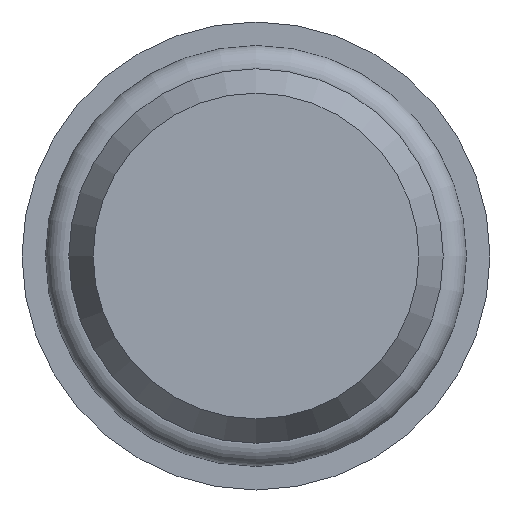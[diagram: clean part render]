
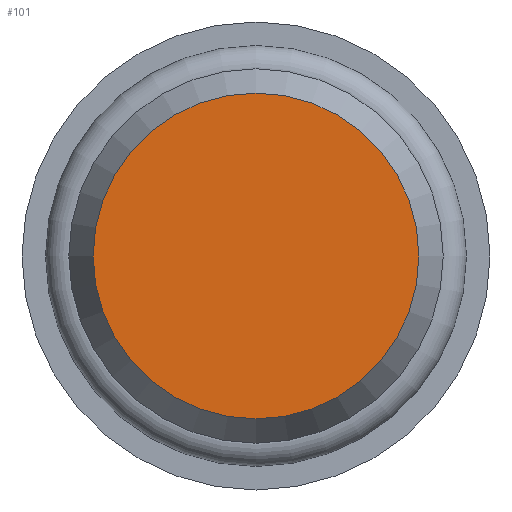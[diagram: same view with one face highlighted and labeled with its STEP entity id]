
A CAD part, front view. The second image highlights one B-rep face of the part: STEP entity #101.
In plain terms, the highlighted planar face has unit normal (0, -1, 0).
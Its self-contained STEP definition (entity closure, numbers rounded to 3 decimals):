
#101 = ADVANCED_FACE( 'NONE', ( #170 ), #171, .T. );
#170 = FACE_OUTER_BOUND( '', #247, .T. );
#171 = PLANE( '', #248 );
#247 = EDGE_LOOP( '', ( #436 ) );
#248 = AXIS2_PLACEMENT_3D( '', #437, #438, #439 );
#436 = ORIENTED_EDGE( '', *, *, #555, .T. );
#437 = CARTESIAN_POINT( '', ( 0., 0., 0. ) );
#438 = DIRECTION( '', ( 0., -1., 0. ) );
#439 = DIRECTION( '', ( 0., 0., -1. ) );
#555 = EDGE_CURVE( 'NONE', #668, #668, #669, .T. );
#668 = VERTEX_POINT( '', #901 );
#669 = CIRCLE( '', #902, 6.961 );
#901 = CARTESIAN_POINT( '', ( 0., 0., -6.961 ) );
#902 = AXIS2_PLACEMENT_3D( '', #1001, #1002, #1003 );
#1001 = CARTESIAN_POINT( '', ( 0., 0., 0. ) );
#1002 = DIRECTION( '', ( 0., -1., 0. ) );
#1003 = DIRECTION( '', ( 0., 0., -1. ) );
